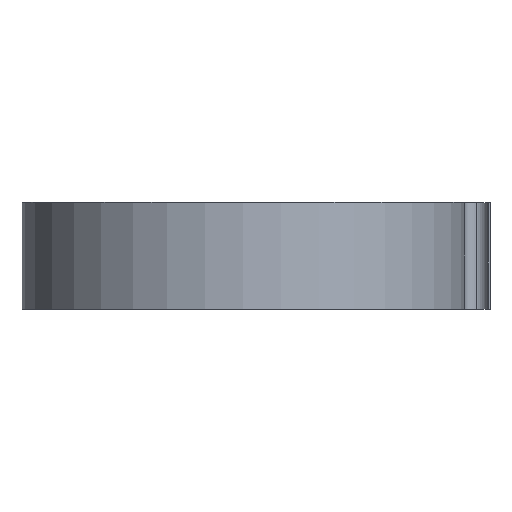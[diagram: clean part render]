
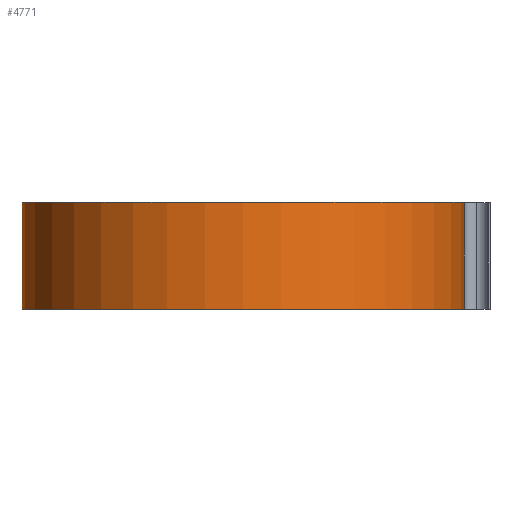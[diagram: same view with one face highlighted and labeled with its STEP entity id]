
A CAD part, top view. The second image highlights one B-rep face of the part: STEP entity #4771.
In plain terms, the highlighted cylindrical face has radius 45.499 mm (diameter 90.998 mm), a partial arc.
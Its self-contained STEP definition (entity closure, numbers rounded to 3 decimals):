
#22 = DIRECTION ( 'NONE',  ( 1., 0., 0. ) ) ;
#171 = EDGE_CURVE ( 'NONE', #1301, #6099, #5284, .T. ) ;
#236 = VERTEX_POINT ( 'NONE', #3150 ) ;
#312 = CARTESIAN_POINT ( 'NONE',  ( 0., 22., 0. ) ) ;
#417 = CARTESIAN_POINT ( 'NONE',  ( 0., 0., 0. ) ) ;
#524 = CARTESIAN_POINT ( 'NONE',  ( 45.499, 0., 0. ) ) ;
#1301 = VERTEX_POINT ( 'NONE', #5623 ) ;
#1335 = DIRECTION ( 'NONE',  ( 0., -1., 0. ) ) ;
#1548 = EDGE_CURVE ( 'NONE', #6099, #6278, #2335, .T. ) ;
#1694 = CARTESIAN_POINT ( 'NONE',  ( -45.499, 22., 0. ) ) ;
#1813 = ORIENTED_EDGE ( 'NONE', *, *, #171, .T. ) ;
#2335 = CIRCLE ( 'NONE', #6119, 45.499 ) ;
#2405 = AXIS2_PLACEMENT_3D ( 'NONE', #312, #1335, #3364 ) ;
#2672 = DIRECTION ( 'NONE',  ( 0., -1., 0. ) ) ;
#2976 = LINE ( 'NONE', #4765, #3286 ) ;
#3119 = DIRECTION ( 'NONE',  ( 0., -1., 0. ) ) ;
#3150 = CARTESIAN_POINT ( 'NONE',  ( 45.499, 22., 0. ) ) ;
#3286 = VECTOR ( 'NONE', #2672, 1000. ) ;
#3364 = DIRECTION ( 'NONE',  ( 0., 0., -1. ) ) ;
#3627 = ORIENTED_EDGE ( 'NONE', *, *, #4950, .F. ) ;
#3853 = CARTESIAN_POINT ( 'NONE',  ( -45.499, 0., 0. ) ) ;
#3988 = ORIENTED_EDGE ( 'NONE', *, *, #6291, .F. ) ;
#4243 = DIRECTION ( 'NONE',  ( 0., 1., 0. ) ) ;
#4765 = CARTESIAN_POINT ( 'NONE',  ( 45.499, 22., 0. ) ) ;
#4771 = ADVANCED_FACE ( 'NONE', ( #5985 ), #6455, .T. ) ;
#4950 = EDGE_CURVE ( 'NONE', #236, #6278, #2976, .T. ) ;
#5152 = CIRCLE ( 'NONE', #5703, 45.499 ) ;
#5284 = LINE ( 'NONE', #1694, #5514 ) ;
#5296 = EDGE_LOOP ( 'NONE', ( #5427, #3627, #3988, #1813 ) ) ;
#5427 = ORIENTED_EDGE ( 'NONE', *, *, #1548, .T. ) ;
#5514 = VECTOR ( 'NONE', #3119, 1000. ) ;
#5623 = CARTESIAN_POINT ( 'NONE',  ( -45.499, 22., 0. ) ) ;
#5703 = AXIS2_PLACEMENT_3D ( 'NONE', #6160, #4243, #22 ) ;
#5985 = FACE_OUTER_BOUND ( 'NONE', #5296, .T. ) ;
#6099 = VERTEX_POINT ( 'NONE', #3853 ) ;
#6119 = AXIS2_PLACEMENT_3D ( 'NONE', #417, #6120, #6183 ) ;
#6120 = DIRECTION ( 'NONE',  ( 0., 1., 0. ) ) ;
#6160 = CARTESIAN_POINT ( 'NONE',  ( 0., 22., 0. ) ) ;
#6183 = DIRECTION ( 'NONE',  ( 1., 0., 0. ) ) ;
#6278 = VERTEX_POINT ( 'NONE', #524 ) ;
#6291 = EDGE_CURVE ( 'NONE', #1301, #236, #5152, .T. ) ;
#6455 = CYLINDRICAL_SURFACE ( 'NONE', #2405, 45.499 ) ;
